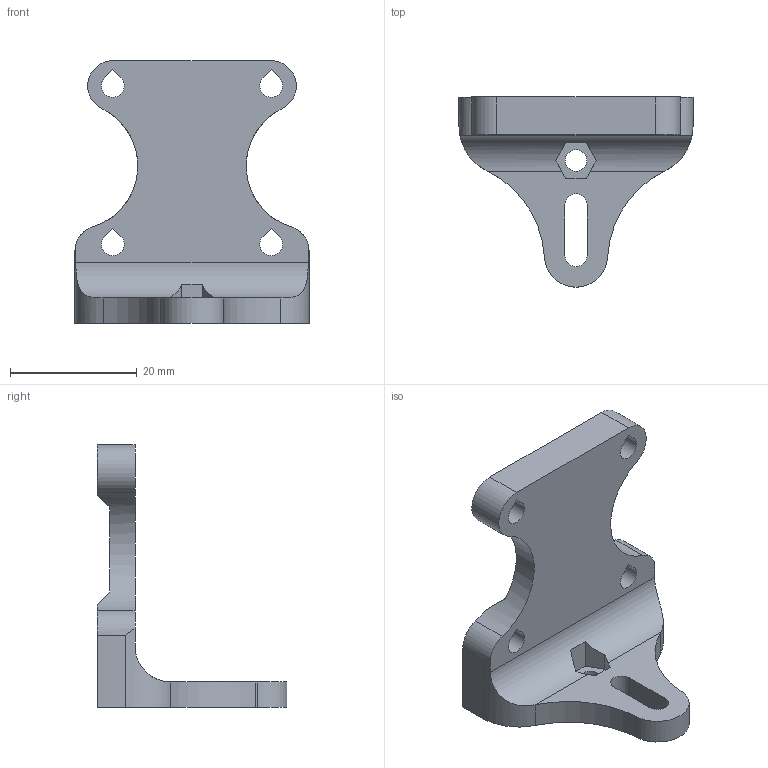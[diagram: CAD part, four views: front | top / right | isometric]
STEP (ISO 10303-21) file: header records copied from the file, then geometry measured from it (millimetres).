
FILE_DESCRIPTION(('STEP AP242'), '1');
FILE_NAME('Êðåïëåíèå', '', ('UNSPECIFIED'), ('UNSPECIFIED'), 'C3D Converter', 'C3D Toolkit', '');
FILE_SCHEMA(('AP242_MANAGED_MODEL_BASED_3D_ENGINEERING_MIM_LF { 1 0 10303 442 1 1 4 }'));
Length unit declared in the file: millimetre
Products named in the file (3): -02
Assembly tree (2 placements, depth 3):
  (unnamed)
    -02
      (unnamed)
Bounding box: 37 x 30 x 41.49 mm (x, y, z)
Surface area: 4518.8 mm2 (no closed solid volume)
Topology: 0 solids, 1 shells, 53 faces, 153 edges, 100 vertices
Faces by surface type: plane 30, cylinder 19, cone 4
Full cylindrical faces by diameter (mm): 3.4 x1
Entity records: 2228 total; most frequent: CARTESIAN_POINT 670, ORIENTED_EDGE 302, DIRECTION 288, EDGE_CURVE 152, VERTEX_POINT 100, AXIS2_PLACEMENT_3D 98, LINE 92, VECTOR 92
